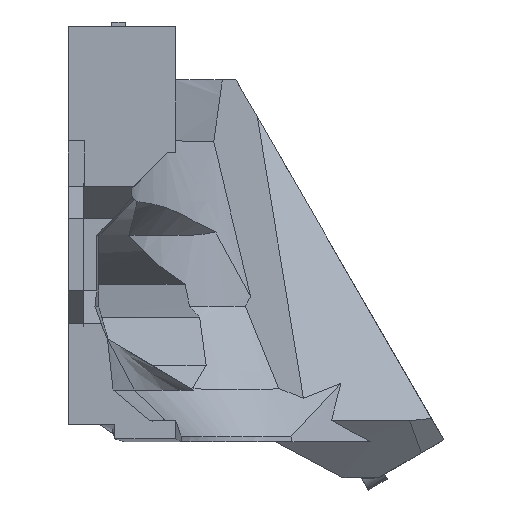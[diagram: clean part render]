
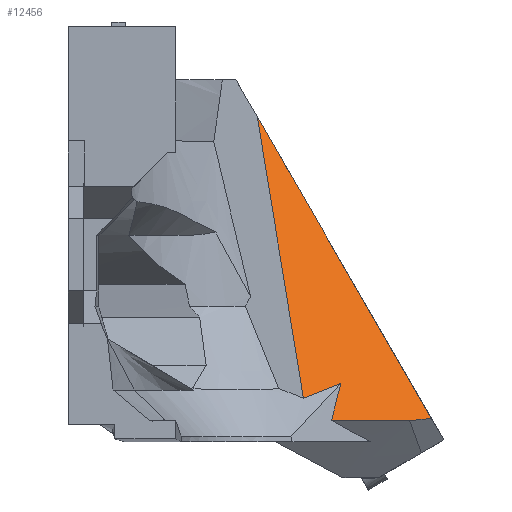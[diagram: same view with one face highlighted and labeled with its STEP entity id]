
A CAD part, left-side view. The second image highlights one B-rep face of the part: STEP entity #12456.
In plain terms, the highlighted planar face has unit normal (-0.896, -0.322, 0.305).
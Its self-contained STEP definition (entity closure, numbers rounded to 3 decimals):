
#221=B_SPLINE_CURVE_WITH_KNOTS('',3,(#21637,#21638,#21639,#21640,#21641,
#21642),.UNSPECIFIED.,.F.,.F.,(4,2,4),(0.,0.538,
1.089),.UNSPECIFIED.);
#222=B_SPLINE_CURVE_WITH_KNOTS('',3,(#21646,#21647,#21648,#21649,#21650,
#21651,#21652,#21653,#21654,#21655,#21656,#21657),.UNSPECIFIED.,.F.,.F.,
(4,2,2,2,2,4),(-0.54,-0.49,-0.439,
-0.338,-0.27,0.),.UNSPECIFIED.);
#509=FACE_OUTER_BOUND('',#1192,.T.);
#1192=EDGE_LOOP('',(#9123,#9124,#9125,#9126,#9127,#9128));
#1777=LINE('',#16567,#3401);
#2374=LINE('',#21324,#3998);
#2390=LINE('',#21644,#4014);
#2391=LINE('',#21645,#4015);
#3401=VECTOR('',#13636,10.);
#3998=VECTOR('',#14447,10.);
#4014=VECTOR('',#14481,10.);
#4015=VECTOR('',#14482,10.);
#5079=VERTEX_POINT('',#16559);
#5080=VERTEX_POINT('',#16566);
#5719=VERTEX_POINT('',#21305);
#5737=VERTEX_POINT('',#21635);
#5738=VERTEX_POINT('',#21636);
#5739=VERTEX_POINT('',#21643);
#6308=EDGE_CURVE('',#5080,#5079,#1777,.T.);
#7050=EDGE_CURVE('',#5079,#5719,#2374,.T.);
#7073=EDGE_CURVE('',#5737,#5738,#221,.T.);
#7074=EDGE_CURVE('',#5739,#5737,#2390,.T.);
#7075=EDGE_CURVE('',#5080,#5739,#2391,.T.);
#7076=EDGE_CURVE('',#5738,#5719,#222,.T.);
#9123=ORIENTED_EDGE('',*,*,#7073,.F.);
#9124=ORIENTED_EDGE('',*,*,#7074,.F.);
#9125=ORIENTED_EDGE('',*,*,#7075,.F.);
#9126=ORIENTED_EDGE('',*,*,#6308,.T.);
#9127=ORIENTED_EDGE('',*,*,#7050,.T.);
#9128=ORIENTED_EDGE('',*,*,#7076,.F.);
#11886=PLANE('',#13095);
#12456=ADVANCED_FACE('',(#509),#11886,.T.);
#13095=AXIS2_PLACEMENT_3D('',#21634,#14479,#14480);
#13636=DIRECTION('',(-0.268,-0.156,-0.951));
#14447=DIRECTION('',(0.418,-0.844,0.335));
#14479=DIRECTION('center_axis',(-0.896,-0.322,0.305));
#14480=DIRECTION('ref_axis',(-0.338,0.941,0.));
#14481=DIRECTION('',(-0.369,0.923,-0.107));
#14482=DIRECTION('',(-0.114,-0.497,-0.86));
#16559=CARTESIAN_POINT('',(1591.546,224.187,15.422));
#16566=CARTESIAN_POINT('',(1601.943,230.256,52.356));
#16567=CARTESIAN_POINT('',(1601.943,230.256,52.356));
#21305=CARTESIAN_POINT('',(1593.971,219.286,17.367));
#21324=CARTESIAN_POINT('',(1591.546,224.187,15.422));
#21634=CARTESIAN_POINT('Origin',(1611.408,207.995,56.637));
#21635=CARTESIAN_POINT('',(1595.547,210.257,12.458));
#21636=CARTESIAN_POINT('',(1591.883,220.511,12.53));
#21637=CARTESIAN_POINT('Ctrl Pts',(1595.547,210.257,12.458));
#21638=CARTESIAN_POINT('Ctrl Pts',(1594.947,211.949,12.483));
#21639=CARTESIAN_POINT('Ctrl Pts',(1594.345,213.639,12.501));
#21640=CARTESIAN_POINT('Ctrl Pts',(1593.124,217.057,12.525));
#21641=CARTESIAN_POINT('Ctrl Pts',(1592.504,218.785,12.531));
#21642=CARTESIAN_POINT('Ctrl Pts',(1591.883,220.511,12.53));
#21643=CARTESIAN_POINT('',(1596.683,207.412,12.789));
#21644=CARTESIAN_POINT('',(1596.683,207.412,12.789));
#21645=CARTESIAN_POINT('',(1601.943,230.256,52.356));
#21646=CARTESIAN_POINT('Ctrl Pts',(1591.883,220.511,12.53));
#21647=CARTESIAN_POINT('Ctrl Pts',(1591.949,220.472,12.681));
#21648=CARTESIAN_POINT('Ctrl Pts',(1592.015,220.432,12.832));
#21649=CARTESIAN_POINT('Ctrl Pts',(1592.146,220.352,13.133));
#21650=CARTESIAN_POINT('Ctrl Pts',(1592.211,220.313,13.282));
#21651=CARTESIAN_POINT('Ctrl Pts',(1592.407,220.195,13.735));
#21652=CARTESIAN_POINT('Ctrl Pts',(1592.538,220.116,14.037));
#21653=CARTESIAN_POINT('Ctrl Pts',(1592.757,219.986,14.541));
#21654=CARTESIAN_POINT('Ctrl Pts',(1592.844,219.935,14.743));
#21655=CARTESIAN_POINT('Ctrl Pts',(1593.279,219.679,15.748));
#21656=CARTESIAN_POINT('Ctrl Pts',(1593.627,219.478,16.558));
#21657=CARTESIAN_POINT('Ctrl Pts',(1593.971,219.286,17.367));
